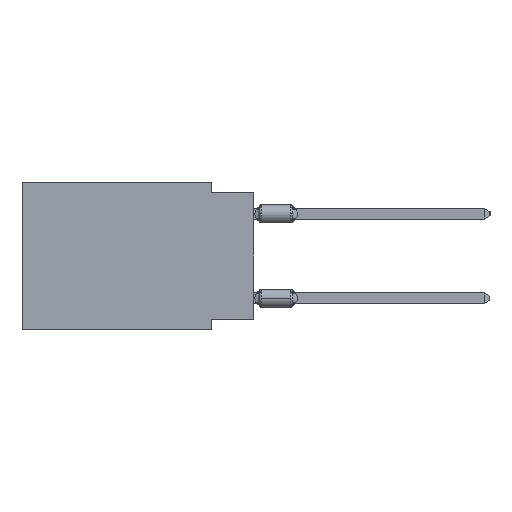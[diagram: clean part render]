
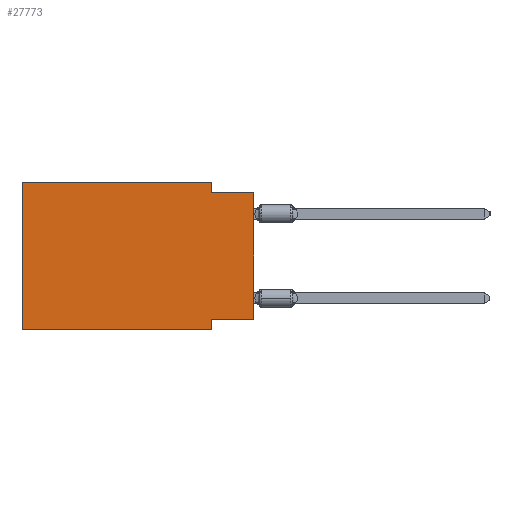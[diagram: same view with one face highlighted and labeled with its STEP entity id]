
A CAD part, left-side view. The second image highlights one B-rep face of the part: STEP entity #27773.
In plain terms, the highlighted planar face has unit normal (-1, 0, 0).
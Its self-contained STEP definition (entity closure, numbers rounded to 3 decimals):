
#365 = CARTESIAN_POINT ( 'NONE',  ( 0., 2.54, -8.89 ) ) ;
#405 = EDGE_LOOP ( 'NONE', ( #34249, #27426, #10326, #13103, #31434, #11319, #36111, #24279 ) ) ;
#510 = VERTEX_POINT ( 'NONE', #35429 ) ;
#959 = EDGE_CURVE ( 'NONE', #20370, #8922, #36138, .T. ) ;
#1343 = VERTEX_POINT ( 'NONE', #39850 ) ;
#2255 = LINE ( 'NONE', #30081, #32390 ) ;
#3169 = EDGE_CURVE ( 'NONE', #3385, #19100, #2255, .T. ) ;
#3385 = VERTEX_POINT ( 'NONE', #9581 ) ;
#3555 = VECTOR ( 'NONE', #17790, 1000. ) ;
#7903 = DIRECTION ( 'NONE',  ( 0., 0., 1. ) ) ;
#8922 = VERTEX_POINT ( 'NONE', #365 ) ;
#9336 = PLANE ( 'NONE',  #33242 ) ;
#9581 = CARTESIAN_POINT ( 'NONE',  ( 0., 13.97, 0. ) ) ;
#9761 = EDGE_CURVE ( 'NONE', #1343, #32389, #35458, .T. ) ;
#10326 = ORIENTED_EDGE ( 'NONE', *, *, #22936, .F. ) ;
#10700 = VECTOR ( 'NONE', #35735, 1000. ) ;
#10701 = DIRECTION ( 'NONE',  ( 0., -1., 0. ) ) ;
#10963 = CARTESIAN_POINT ( 'NONE',  ( 0., 13.97, 0. ) ) ;
#11319 = ORIENTED_EDGE ( 'NONE', *, *, #38339, .T. ) ;
#11588 = CARTESIAN_POINT ( 'NONE',  ( 0., 2.54, -8.89 ) ) ;
#11952 = VERTEX_POINT ( 'NONE', #18571 ) ;
#13103 = ORIENTED_EDGE ( 'NONE', *, *, #3169, .F. ) ;
#14694 = DIRECTION ( 'NONE',  ( 0., 0., -1. ) ) ;
#14972 = CARTESIAN_POINT ( 'NONE',  ( 0., 2.54, -8.255 ) ) ;
#15633 = DIRECTION ( 'NONE',  ( 0., 0., -1. ) ) ;
#15834 = LINE ( 'NONE', #34224, #33798 ) ;
#16240 = VECTOR ( 'NONE', #7903, 1000. ) ;
#16330 = VECTOR ( 'NONE', #10701, 1000. ) ;
#16689 = LINE ( 'NONE', #10963, #16240 ) ;
#17051 = CARTESIAN_POINT ( 'NONE',  ( 0., 0., -0.635 ) ) ;
#17790 = DIRECTION ( 'NONE',  ( 0., 0., 1. ) ) ;
#18353 = DIRECTION ( 'NONE',  ( 0., -1., 0. ) ) ;
#18571 = CARTESIAN_POINT ( 'NONE',  ( 0., 13.97, -8.89 ) ) ;
#18615 = EDGE_CURVE ( 'NONE', #510, #32389, #20845, .T. ) ;
#18740 = CARTESIAN_POINT ( 'NONE',  ( 0., 13.97, 0. ) ) ;
#19100 = VERTEX_POINT ( 'NONE', #27018 ) ;
#19374 = VECTOR ( 'NONE', #25687, 1000. ) ;
#20370 = VERTEX_POINT ( 'NONE', #14972 ) ;
#20574 = VECTOR ( 'NONE', #18353, 1000. ) ;
#20671 = DIRECTION ( 'NONE',  ( 0., -1., 0. ) ) ;
#20845 = LINE ( 'NONE', #33322, #3555 ) ;
#22401 = LINE ( 'NONE', #31814, #19374 ) ;
#22802 = EDGE_CURVE ( 'NONE', #11952, #3385, #16689, .T. ) ;
#22936 = EDGE_CURVE ( 'NONE', #19100, #1343, #15834, .T. ) ;
#24279 = ORIENTED_EDGE ( 'NONE', *, *, #36793, .F. ) ;
#25687 = DIRECTION ( 'NONE',  ( 0., 1., 0. ) ) ;
#27018 = CARTESIAN_POINT ( 'NONE',  ( 0., 2.54, 0. ) ) ;
#27355 = DIRECTION ( 'NONE',  ( 1., 0., 0. ) ) ;
#27426 = ORIENTED_EDGE ( 'NONE', *, *, #9761, .F. ) ;
#27773 = ADVANCED_FACE ( 'NONE', ( #37363 ), #9336, .F. ) ;
#28425 = CARTESIAN_POINT ( 'NONE',  ( 0., 0., -0.635 ) ) ;
#30081 = CARTESIAN_POINT ( 'NONE',  ( 0., 13.97, 0. ) ) ;
#31434 = ORIENTED_EDGE ( 'NONE', *, *, #22802, .F. ) ;
#31814 = CARTESIAN_POINT ( 'NONE',  ( 0., 0., -8.255 ) ) ;
#32389 = VERTEX_POINT ( 'NONE', #28425 ) ;
#32390 = VECTOR ( 'NONE', #20671, 1000. ) ;
#33242 = AXIS2_PLACEMENT_3D ( 'NONE', #18740, #27355, #14694 ) ;
#33322 = CARTESIAN_POINT ( 'NONE',  ( 0., 0., 0. ) ) ;
#33798 = VECTOR ( 'NONE', #15633, 1000. ) ;
#34224 = CARTESIAN_POINT ( 'NONE',  ( 0., 2.54, 0. ) ) ;
#34249 = ORIENTED_EDGE ( 'NONE', *, *, #18615, .T. ) ;
#35429 = CARTESIAN_POINT ( 'NONE',  ( 0., 0., -8.255 ) ) ;
#35458 = LINE ( 'NONE', #17051, #16330 ) ;
#35735 = DIRECTION ( 'NONE',  ( 0., 0., -1. ) ) ;
#36111 = ORIENTED_EDGE ( 'NONE', *, *, #959, .F. ) ;
#36138 = LINE ( 'NONE', #11588, #10700 ) ;
#36793 = EDGE_CURVE ( 'NONE', #510, #20370, #22401, .T. ) ;
#36952 = LINE ( 'NONE', #37921, #20574 ) ;
#37363 = FACE_OUTER_BOUND ( 'NONE', #405, .T. ) ;
#37921 = CARTESIAN_POINT ( 'NONE',  ( 0., 13.97, -8.89 ) ) ;
#38339 = EDGE_CURVE ( 'NONE', #11952, #8922, #36952, .T. ) ;
#39850 = CARTESIAN_POINT ( 'NONE',  ( 0., 2.54, -0.635 ) ) ;
